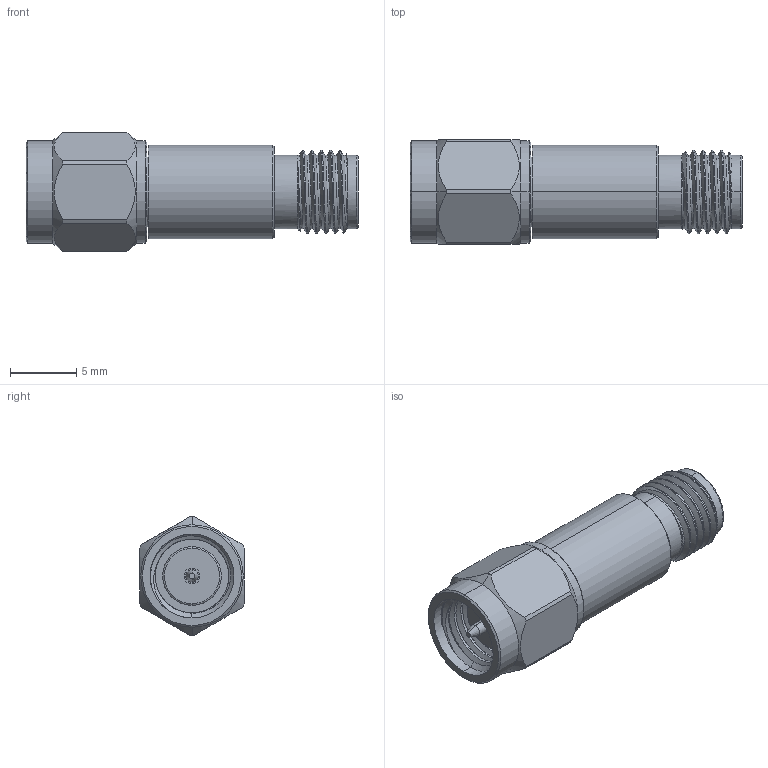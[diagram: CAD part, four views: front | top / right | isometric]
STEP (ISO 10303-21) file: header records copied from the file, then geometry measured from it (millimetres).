
FILE_DESCRIPTION (( 'STEP AP203' ), '1' );
FILE_NAME ('PE7005-30.step', '2018-07-18T14:42:21', ( '' ), ( '' ), 'SwSTEP 2.0', 'SolidWorks 2017', '' );
FILE_SCHEMA (( 'CONFIG_CONTROL_DESIGN' ));
Length unit declared in the file: inch
Products named in the file (1): PE7005-30
Bounding box: 25.15 x 7.94 x 8.99 mm (x, y, z)
Volume: 885.2 mm3; surface area: 960 mm2
Topology: 1 solids, 1 shells, 106 faces, 253 edges, 159 vertices
Faces by surface type: cylinder 55, cone 23, plane 18, bspline 8, torus 2
Entity records: 6205 total; most frequent: CARTESIAN_POINT 3842, ORIENTED_EDGE 506, DIRECTION 448, EDGE_CURVE 253, AXIS2_PLACEMENT_3D 184, VERTEX_POINT 159, EDGE_LOOP 116, ADVANCED_FACE 106
